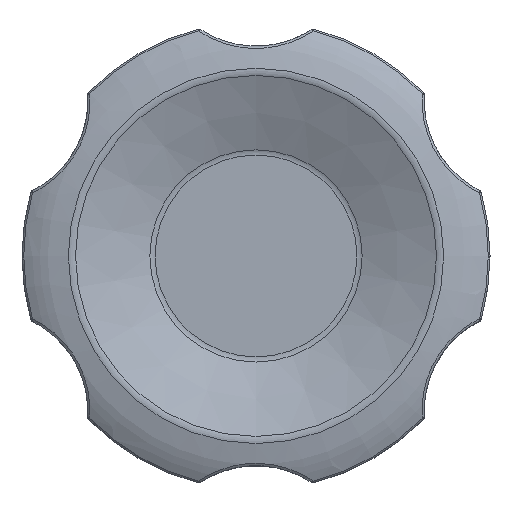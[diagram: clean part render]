
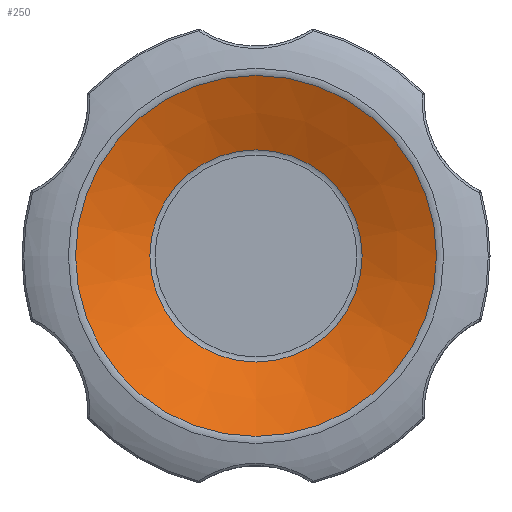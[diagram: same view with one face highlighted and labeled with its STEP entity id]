
A CAD part, top view. The second image highlights one B-rep face of the part: STEP entity #250.
In plain terms, the highlighted conical face has half-angle 67.38 degrees and reference radius 26.997 mm.
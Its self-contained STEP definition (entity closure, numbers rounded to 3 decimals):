
#250 = ADVANCED_FACE( '', ( #534, #535 ), #536, .F. );
#534 = FACE_BOUND( '', #2434, .T. );
#535 = FACE_OUTER_BOUND( '', #2435, .T. );
#536 = CONICAL_SURFACE( '', #2436, 26.997, 1.176 );
#2434 = EDGE_LOOP( '', ( #3317 ) );
#2435 = EDGE_LOOP( '', ( #3318 ) );
#2436 = AXIS2_PLACEMENT_3D( '', #3319, #3320, #3321 );
#3317 = ORIENTED_EDGE( '', *, *, #3656, .F. );
#3318 = ORIENTED_EDGE( '', *, *, #3513, .T. );
#3319 = CARTESIAN_POINT( '', ( 0., 0., 39.791 ) );
#3320 = DIRECTION( '', ( 0., 0., 1. ) );
#3321 = DIRECTION( '', ( 0., -1., 0. ) );
#3513 = EDGE_CURVE( '', #3771, #3771, #3772, .T. );
#3656 = EDGE_CURVE( '', #3992, #3992, #3993, .T. );
#3771 = VERTEX_POINT( '', #4121 );
#3772 = CIRCLE( '', #4122, 26.997 );
#3992 = VERTEX_POINT( '', #5278 );
#3993 = CIRCLE( '', #5279, 15.869 );
#4121 = CARTESIAN_POINT( '', ( 0., -26.997, 39.791 ) );
#4122 = AXIS2_PLACEMENT_3D( '', #5666, #5667, #5668 );
#5278 = CARTESIAN_POINT( '', ( 0., -15.869, 35.154 ) );
#5279 = AXIS2_PLACEMENT_3D( '', #5911, #5912, #5913 );
#5666 = CARTESIAN_POINT( '', ( 0., 0., 39.791 ) );
#5667 = DIRECTION( '', ( 0., 0., 1. ) );
#5668 = DIRECTION( '', ( 0., -1., 0. ) );
#5911 = CARTESIAN_POINT( '', ( 0., 0., 35.154 ) );
#5912 = DIRECTION( '', ( 0., 0., 1. ) );
#5913 = DIRECTION( '', ( 0., -1., 0. ) );
